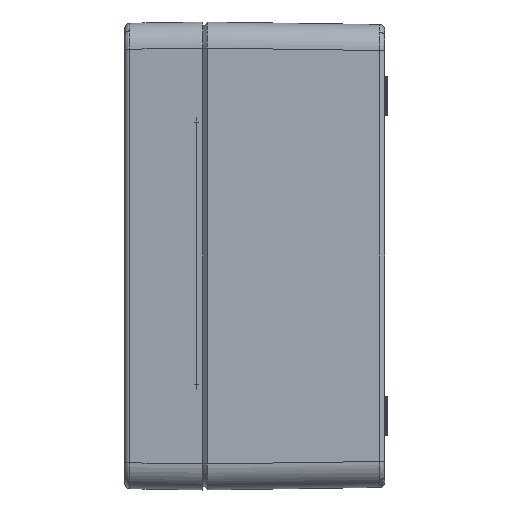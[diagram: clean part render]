
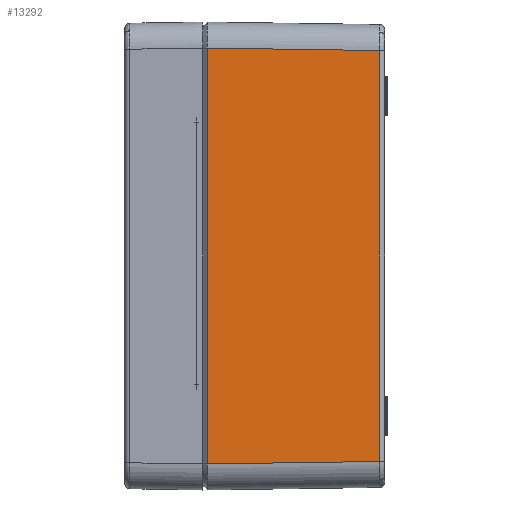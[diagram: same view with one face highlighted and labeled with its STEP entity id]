
A CAD part, left-side view. The second image highlights one B-rep face of the part: STEP entity #13292.
In plain terms, the highlighted planar face has unit normal (-1, -0.014, 0).
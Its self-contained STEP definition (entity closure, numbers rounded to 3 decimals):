
#954=PLANE('',#14584);
#1566=LINE('',#38965,#2355);
#1567=LINE('',#38966,#2356);
#1568=LINE('',#38968,#2357);
#1569=LINE('',#38969,#2358);
#2355=VECTOR('',#17403,1000.);
#2356=VECTOR('',#17404,1000.);
#2357=VECTOR('',#17405,1000.);
#2358=VECTOR('',#17406,1000.);
#3732=FACE_OUTER_BOUND('',#4824,.T.);
#4824=EDGE_LOOP('',(#11330,#11331,#11332,#11333));
#6600=VERTEX_POINT('',#38121);
#6698=VERTEX_POINT('',#38963);
#6699=VERTEX_POINT('',#38964);
#6700=VERTEX_POINT('',#38967);
#8299=EDGE_CURVE('',#6698,#6699,#1566,.T.);
#8300=EDGE_CURVE('',#6699,#6600,#1567,.T.);
#8301=EDGE_CURVE('',#6600,#6700,#1568,.T.);
#8302=EDGE_CURVE('',#6700,#6698,#1569,.T.);
#11330=ORIENTED_EDGE('',*,*,#8299,.T.);
#11331=ORIENTED_EDGE('',*,*,#8300,.T.);
#11332=ORIENTED_EDGE('',*,*,#8301,.T.);
#11333=ORIENTED_EDGE('',*,*,#8302,.T.);
#13292=ADVANCED_FACE('',(#3732),#954,.T.);
#14584=AXIS2_PLACEMENT_3D('',#38962,#17401,#17402);
#17401=DIRECTION('center_axis',(-1.,-0.014,
0.));
#17402=DIRECTION('ref_axis',(0.014,-1.,0.));
#17403=DIRECTION('',(0.014,-1.,0.014));
#17404=DIRECTION('',(0.,0.,1.));
#17405=DIRECTION('',(-0.014,1.,0.014));
#17406=DIRECTION('',(0.,0.,-1.));
#38121=CARTESIAN_POINT('',(-89.028,-68.029,79.029));
#38962=CARTESIAN_POINT('Origin',(-90.,0.,-90.));
#38963=CARTESIAN_POINT('',(-89.974,-1.8,-79.975));
#38964=CARTESIAN_POINT('',(-89.028,-68.029,-79.029));
#38965=CARTESIAN_POINT('',(-90.002,0.143,-80.003));
#38966=CARTESIAN_POINT('',(-89.028,-68.029,79.001));
#38967=CARTESIAN_POINT('',(-89.974,-1.8,79.975));
#38968=CARTESIAN_POINT('',(-89.965,-2.428,79.966));
#38969=CARTESIAN_POINT('',(-89.974,-1.8,-90.));
